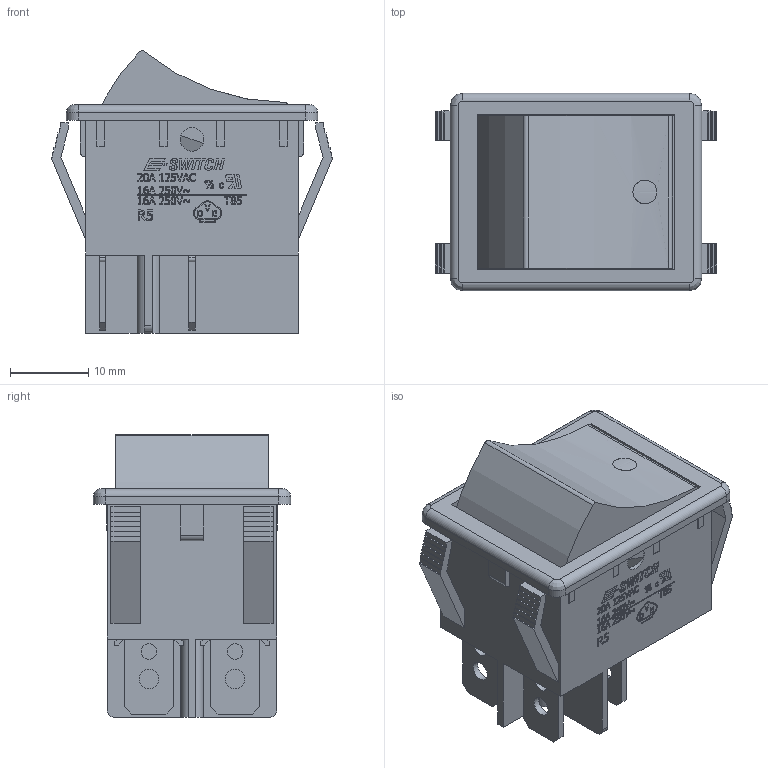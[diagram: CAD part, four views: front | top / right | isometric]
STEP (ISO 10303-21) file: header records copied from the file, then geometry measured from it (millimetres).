
FILE_DESCRIPTION((' '),'2;1');
FILE_NAME('R5AxxxxxxAFx.stp','2017-08-03T10:32:17',(' '),(' '),' ','ACIS',' ');
FILE_SCHEMA(('CONFIG_CONTROL_DESIGN'));
Length unit declared in the file: inch
Products named in the file (1): R5AxxxxxxAFx.stp
Bounding box: 36 x 25.2 x 36.1 mm (x, y, z)
Volume: 4827.6 mm3; surface area: 10049.8 mm2
Topology: 1 solids, 1 shells, 1221 faces, 3345 edges, 2217 vertices
Faces by surface type: plane 752, bspline 395, cylinder 72, cone 2
Full cylindrical faces by diameter (mm): 2 x4, 2.5 x4, 3 x5
Entity records: 40678 total; most frequent: CARTESIAN_POINT 12177, ORIENTED_EDGE 6658, DIRECTION 4359, EDGE_CURVE 3329, VECTOR 2381, LINE 2381, VERTEX_POINT 2213, EDGE_LOOP 1348
